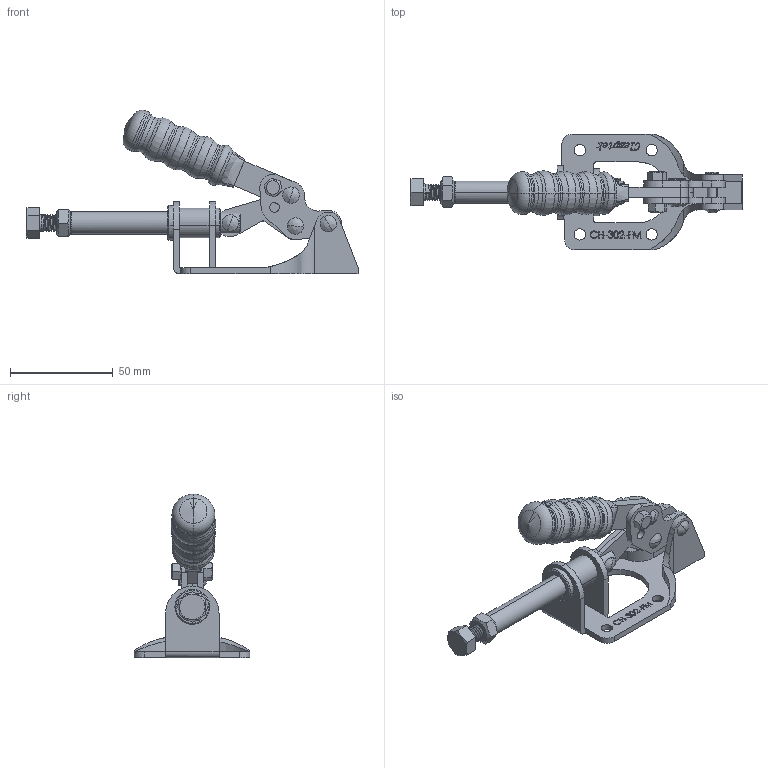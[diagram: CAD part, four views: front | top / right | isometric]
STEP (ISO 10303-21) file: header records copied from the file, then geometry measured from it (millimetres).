
FILE_DESCRIPTION (( 'STEP AP203' ), '1' );
FILE_NAME ('CH-302-FM.STEP', '2020-03-13T12:43:32', ( 'User' ), ( 'china' ), 'SwSTEP 2.0', 'SolidWorks 2018', '' );
FILE_SCHEMA (( 'CONFIG_CONTROL_DESIGN' ));
Length unit declared in the file: millimetre
Products named in the file (32): CH-302-FM-04 CONNECTING-PLATE; CH-SA-052008 SPINDLE SUPPLIED; CH-302-FM; CH-302-FM-03 HANDLE; M5 Nut; CH-302-F-07; CH-302-FM-06; CH-302-FM-08; CH-302-FM-05 LEAD SET; CH-302-FM-09; M8 NUT; CH-302-FM-01 BASE; CH-SA-085012 SPINDLE SUPPLIED; CH-302-FM-02 CREST STALK
Assembly tree (22 placements, depth 2):
  CH-302-FM-04 CONNECTING-PLATE
  CH-302-FM
    M8 NUT
    CH-SA-052008 SPINDLE SUPPLIED
    CH-SA-085012 SPINDLE SUPPLIED
    M5 Nut
    CH-302-FM-02 CREST STALK
  CH-302-FM-08
  CH-302-FM-09
  CH-302-FM
    CH-302-FM-01 BASE
    CH-302-FM-02 CREST STALK
    CH-302-FM-03 HANDLE
    CH-302-FM-06  x2
    CH-SA-052008 SPINDLE SUPPLIED
    M5 Nut
    CH-302-FM-08  x3
    CH-302-FM-09
    M8 NUT
    CH-SA-085012 SPINDLE SUPPLIED
    CH-302-FM-04 CONNECTING-PLATE  x2
    CH-302-F-07
    CH-302-FM-05 LEAD SET
Bounding box: 161.76 x 56.36 x 79.73 mm (x, y, z)
Volume: 52299.8 mm3; surface area: 40729.8 mm2
Topology: 17 solids, 17 shells, 864 faces, 2310 edges, 1498 vertices
Faces by surface type: cylinder 310, plane 297, bspline 140, cone 61, torus 56
Entity records: 44140 total; most frequent: CARTESIAN_POINT 23028, ORIENTED_EDGE 4238, DIRECTION 3113, EDGE_CURVE 2119, VERTEX_POINT 1382, VECTOR 1073, LINE 1073, AXIS2_PLACEMENT_3D 1020
